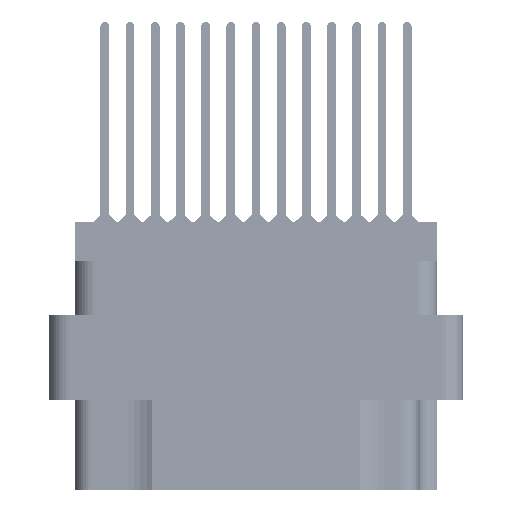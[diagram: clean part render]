
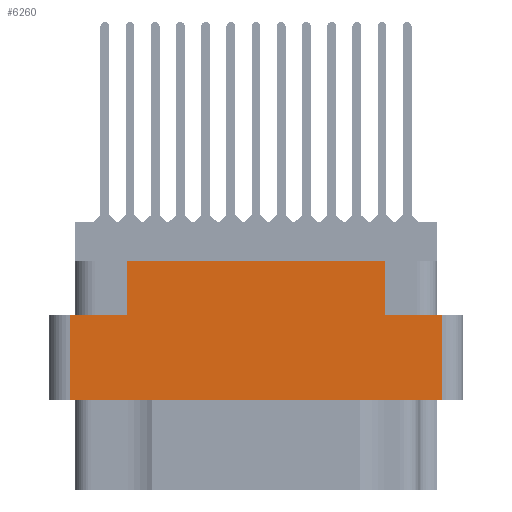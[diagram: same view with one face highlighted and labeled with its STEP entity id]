
A CAD part, left-side view. The second image highlights one B-rep face of the part: STEP entity #6260.
In plain terms, the highlighted planar face has unit normal (-1, 0, 0).
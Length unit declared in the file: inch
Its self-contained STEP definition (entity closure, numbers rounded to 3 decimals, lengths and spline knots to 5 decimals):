
#1166 = ORIENTED_EDGE ( 'NONE', *, *, #50302, .T. ) ;
#1604 = ORIENTED_EDGE ( 'NONE', *, *, #70245, .F. ) ;
#1909 = CARTESIAN_POINT ( 'NONE',  ( -1.359, 0.617, -0.117 ) ) ;
#2849 = CARTESIAN_POINT ( 'NONE',  ( -1.359, 0.3825, -0.277 ) ) ;
#3033 = EDGE_CURVE ( 'NONE', #28754, #15216, #12766, .T. ) ;
#6260 = ADVANCED_FACE ( 'NONE', ( #51637 ), #60230, .T. ) ;
#6978 = VECTOR ( 'NONE', #9399, 39.37008 ) ;
#9399 = DIRECTION ( 'NONE',  ( 0., 0., 1. ) ) ;
#9414 = LINE ( 'NONE', #62420, #55443 ) ;
#10331 = VERTEX_POINT ( 'NONE', #45316 ) ;
#12017 = ORIENTED_EDGE ( 'NONE', *, *, #56876, .F. ) ;
#12766 = LINE ( 'NONE', #48648, #37582 ) ;
#15216 = VERTEX_POINT ( 'NONE', #36422 ) ;
#16557 = CARTESIAN_POINT ( 'NONE',  ( -1.359, -0.3825, -0.277 ) ) ;
#19792 = CARTESIAN_POINT ( 'NONE',  ( -1.359, 0.555, -0.277 ) ) ;
#20210 = EDGE_CURVE ( 'NONE', #35697, #10331, #30419, .T. ) ;
#22220 = DIRECTION ( 'NONE',  ( 0., 0., 1. ) ) ;
#22631 = VECTOR ( 'NONE', #38015, 39.37008 ) ;
#23683 = VERTEX_POINT ( 'NONE', #2849 ) ;
#24004 = LINE ( 'NONE', #36394, #6978 ) ;
#24401 = VECTOR ( 'NONE', #28756, 39.37008 ) ;
#25620 = VERTEX_POINT ( 'NONE', #51226 ) ;
#27602 = DIRECTION ( 'NONE',  ( -1., 0., 0. ) ) ;
#28051 = CARTESIAN_POINT ( 'NONE',  ( -1.359, 0., -0.277 ) ) ;
#28754 = VERTEX_POINT ( 'NONE', #60719 ) ;
#28756 = DIRECTION ( 'NONE',  ( 0., -1., 0. ) ) ;
#28905 = LINE ( 'NONE', #38006, #36605 ) ;
#29299 = DIRECTION ( 'NONE',  ( 0., -1., 0. ) ) ;
#30419 = LINE ( 'NONE', #28051, #24401 ) ;
#35697 = VERTEX_POINT ( 'NONE', #16557 ) ;
#35805 = CARTESIAN_POINT ( 'NONE',  ( -1.359, 0.555, -0.798 ) ) ;
#36394 = CARTESIAN_POINT ( 'NONE',  ( -1.359, -0.555, -0.798 ) ) ;
#36422 = CARTESIAN_POINT ( 'NONE',  ( -1.359, 0.555, -0.529 ) ) ;
#36605 = VECTOR ( 'NONE', #22220, 39.37008 ) ;
#37582 = VECTOR ( 'NONE', #69592, 39.37008 ) ;
#38006 = CARTESIAN_POINT ( 'NONE',  ( -1.359, -0.3825, -0.277 ) ) ;
#38015 = DIRECTION ( 'NONE',  ( 0., 0., 1. ) ) ;
#40031 = VECTOR ( 'NONE', #69130, 39.37008 ) ;
#40989 = ORIENTED_EDGE ( 'NONE', *, *, #20210, .F. ) ;
#41889 = EDGE_CURVE ( 'NONE', #70320, #23683, #9414, .T. ) ;
#45316 = CARTESIAN_POINT ( 'NONE',  ( -1.359, -0.555, -0.277 ) ) ;
#48648 = CARTESIAN_POINT ( 'NONE',  ( -1.359, 0., -0.529 ) ) ;
#49454 = EDGE_LOOP ( 'NONE', ( #56274, #1166, #56842, #59638, #40989, #55924, #1604, #12017 ) ) ;
#50014 = EDGE_CURVE ( 'NONE', #35697, #69946, #28905, .T. ) ;
#50302 = EDGE_CURVE ( 'NONE', #70320, #15216, #59593, .T. ) ;
#51000 = DIRECTION ( 'NONE',  ( 0., -1., 0. ) ) ;
#51226 = CARTESIAN_POINT ( 'NONE',  ( -1.359, 0.3825, -0.117 ) ) ;
#51637 = FACE_OUTER_BOUND ( 'NONE', #49454, .T. ) ;
#55208 = CARTESIAN_POINT ( 'NONE',  ( -1.359, -0.617, -0.798 ) ) ;
#55443 = VECTOR ( 'NONE', #51000, 39.37008 ) ;
#55678 = DIRECTION ( 'NONE',  ( 0., 0., 1. ) ) ;
#55924 = ORIENTED_EDGE ( 'NONE', *, *, #50014, .T. ) ;
#56274 = ORIENTED_EDGE ( 'NONE', *, *, #41889, .F. ) ;
#56842 = ORIENTED_EDGE ( 'NONE', *, *, #3033, .F. ) ;
#56876 = EDGE_CURVE ( 'NONE', #23683, #25620, #57538, .T. ) ;
#57109 = VECTOR ( 'NONE', #29299, 39.37008 ) ;
#57538 = LINE ( 'NONE', #58916, #22631 ) ;
#58916 = CARTESIAN_POINT ( 'NONE',  ( -1.359, 0.3825, -0.277 ) ) ;
#59593 = LINE ( 'NONE', #35805, #40031 ) ;
#59638 = ORIENTED_EDGE ( 'NONE', *, *, #63327, .T. ) ;
#60230 = PLANE ( 'NONE',  #63016 ) ;
#60532 = LINE ( 'NONE', #1909, #57109 ) ;
#60719 = CARTESIAN_POINT ( 'NONE',  ( -1.359, -0.555, -0.529 ) ) ;
#62420 = CARTESIAN_POINT ( 'NONE',  ( -1.359, 0., -0.277 ) ) ;
#63016 = AXIS2_PLACEMENT_3D ( 'NONE', #55208, #27602, #55678 ) ;
#63327 = EDGE_CURVE ( 'NONE', #28754, #10331, #24004, .T. ) ;
#64366 = CARTESIAN_POINT ( 'NONE',  ( -1.359, -0.3825, -0.117 ) ) ;
#69130 = DIRECTION ( 'NONE',  ( 0., 0., -1. ) ) ;
#69592 = DIRECTION ( 'NONE',  ( 0., 1., 0. ) ) ;
#69946 = VERTEX_POINT ( 'NONE', #64366 ) ;
#70245 = EDGE_CURVE ( 'NONE', #25620, #69946, #60532, .T. ) ;
#70320 = VERTEX_POINT ( 'NONE', #19792 ) ;
